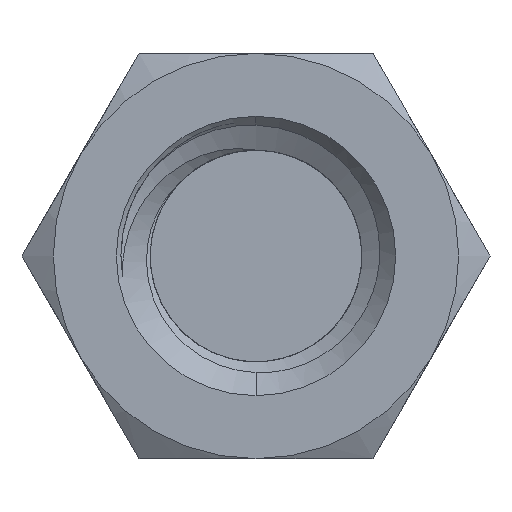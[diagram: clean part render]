
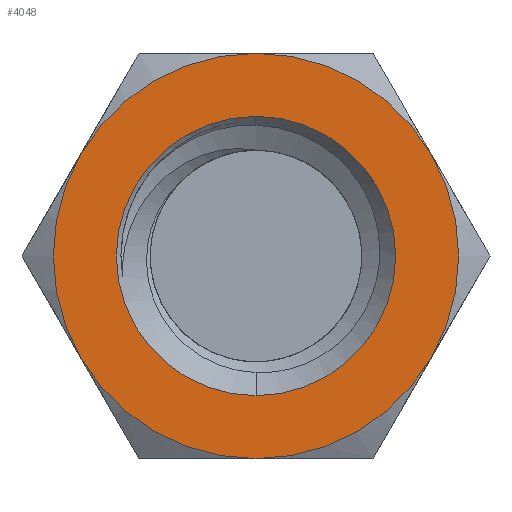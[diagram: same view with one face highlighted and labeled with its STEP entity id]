
A CAD part, left-side view. The second image highlights one B-rep face of the part: STEP entity #4048.
In plain terms, the highlighted planar face has unit normal (-1, 0, 0).
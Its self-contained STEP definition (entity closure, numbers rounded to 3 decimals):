
#25 = CARTESIAN_POINT ( 'NONE',  ( -7.35, 0., 1.551 ) ) ;
#88 = DIRECTION ( 'NONE',  ( 0., 0., -1. ) ) ;
#199 = DIRECTION ( 'NONE',  ( -1., 0., 0. ) ) ;
#272 = DIRECTION ( 'NONE',  ( 1., 0., 0. ) ) ;
#302 = EDGE_CURVE ( 'NONE', #4061, #4384, #2047, .T. ) ;
#321 = VERTEX_POINT ( 'NONE', #1913 ) ;
#328 = CARTESIAN_POINT ( 'NONE',  ( -7.35, 2.598, 0. ) ) ;
#412 = CIRCLE ( 'NONE', #4627, 1.551 ) ;
#457 = CIRCLE ( 'NONE', #4767, 2.25 ) ;
#477 = ORIENTED_EDGE ( 'NONE', *, *, #2751, .F. ) ;
#540 = EDGE_LOOP ( 'NONE', ( #1216, #3804, #4004, #477, #2321, #4430 ) ) ;
#597 = DIRECTION ( 'NONE',  ( 0., 0., 1. ) ) ;
#635 = DIRECTION ( 'NONE',  ( 0., 0., -1. ) ) ;
#674 = EDGE_CURVE ( 'NONE', #3230, #942, #412, .T. ) ;
#683 = DIRECTION ( 'NONE',  ( 0., 0., -1. ) ) ;
#727 = CIRCLE ( 'NONE', #4191, 2.25 ) ;
#769 = ORIENTED_EDGE ( 'NONE', *, *, #674, .F. ) ;
#847 = EDGE_CURVE ( 'NONE', #4759, #321, #1801, .T. ) ;
#890 = DIRECTION ( 'NONE',  ( 0., 0., -1. ) ) ;
#942 = VERTEX_POINT ( 'NONE', #2101 ) ;
#961 = CIRCLE ( 'NONE', #1422, 2.25 ) ;
#1216 = ORIENTED_EDGE ( 'NONE', *, *, #847, .F. ) ;
#1323 = AXIS2_PLACEMENT_3D ( 'NONE', #2941, #2137, #88 ) ;
#1422 = AXIS2_PLACEMENT_3D ( 'NONE', #5205, #2795, #3218 ) ;
#1472 = CIRCLE ( 'NONE', #1630, 1.551 ) ;
#1475 = CARTESIAN_POINT ( 'NONE',  ( -7.35, 0., 0. ) ) ;
#1539 = DIRECTION ( 'NONE',  ( 1., 0., 0. ) ) ;
#1572 = PLANE ( 'NONE',  #1818 ) ;
#1630 = AXIS2_PLACEMENT_3D ( 'NONE', #2370, #4053, #5189 ) ;
#1632 = EDGE_LOOP ( 'NONE', ( #769, #4578 ) ) ;
#1658 = DIRECTION ( 'NONE',  ( 0., 0., -1. ) ) ;
#1680 = CARTESIAN_POINT ( 'NONE',  ( -7.35, 1.949, 1.125 ) ) ;
#1801 = CIRCLE ( 'NONE', #3184, 2.25 ) ;
#1818 = AXIS2_PLACEMENT_3D ( 'NONE', #328, #1539, #683 ) ;
#1913 = CARTESIAN_POINT ( 'NONE',  ( -7.35, 1.949, -1.125 ) ) ;
#1955 = CARTESIAN_POINT ( 'NONE',  ( -7.35, 0., 2.25 ) ) ;
#2019 = CARTESIAN_POINT ( 'NONE',  ( -7.35, -1.949, -1.125 ) ) ;
#2047 = CIRCLE ( 'NONE', #3458, 2.25 ) ;
#2055 = DIRECTION ( 'NONE',  ( 1., 0., 0. ) ) ;
#2101 = CARTESIAN_POINT ( 'NONE',  ( -7.35, 0., -1.551 ) ) ;
#2137 = DIRECTION ( 'NONE',  ( 1., 0., 0. ) ) ;
#2316 = CARTESIAN_POINT ( 'NONE',  ( -7.35, 0., -2.25 ) ) ;
#2321 = ORIENTED_EDGE ( 'NONE', *, *, #4840, .T. ) ;
#2370 = CARTESIAN_POINT ( 'NONE',  ( -7.35, 0., 0. ) ) ;
#2380 = CARTESIAN_POINT ( 'NONE',  ( -7.35, 0., 0. ) ) ;
#2474 = DIRECTION ( 'NONE',  ( 1., 0., 0. ) ) ;
#2677 = FACE_BOUND ( 'NONE', #1632, .T. ) ;
#2751 = EDGE_CURVE ( 'NONE', #4889, #4061, #727, .T. ) ;
#2795 = DIRECTION ( 'NONE',  ( -1., 0., 0. ) ) ;
#2941 = CARTESIAN_POINT ( 'NONE',  ( -7.35, 0., 0. ) ) ;
#3176 = DIRECTION ( 'NONE',  ( 0., 0., -1. ) ) ;
#3184 = AXIS2_PLACEMENT_3D ( 'NONE', #4927, #2474, #890 ) ;
#3218 = DIRECTION ( 'NONE',  ( 0., 0., 1. ) ) ;
#3230 = VERTEX_POINT ( 'NONE', #25 ) ;
#3458 = AXIS2_PLACEMENT_3D ( 'NONE', #4097, #2055, #1658 ) ;
#3525 = CARTESIAN_POINT ( 'NONE',  ( -7.35, -1.949, 1.125 ) ) ;
#3600 = VERTEX_POINT ( 'NONE', #1680 ) ;
#3804 = ORIENTED_EDGE ( 'NONE', *, *, #5066, .F. ) ;
#3857 = DIRECTION ( 'NONE',  ( 1., 0., 0. ) ) ;
#3889 = CIRCLE ( 'NONE', #1323, 2.25 ) ;
#4004 = ORIENTED_EDGE ( 'NONE', *, *, #302, .F. ) ;
#4048 = ADVANCED_FACE ( 'NONE', ( #2677, #4656 ), #1572, .F. ) ;
#4053 = DIRECTION ( 'NONE',  ( -1., 0., 0. ) ) ;
#4061 = VERTEX_POINT ( 'NONE', #3525 ) ;
#4087 = EDGE_CURVE ( 'NONE', #321, #3600, #457, .T. ) ;
#4097 = CARTESIAN_POINT ( 'NONE',  ( -7.35, 0., 0. ) ) ;
#4191 = AXIS2_PLACEMENT_3D ( 'NONE', #1475, #3857, #635 ) ;
#4202 = CARTESIAN_POINT ( 'NONE',  ( -7.35, 0., 0. ) ) ;
#4384 = VERTEX_POINT ( 'NONE', #2019 ) ;
#4430 = ORIENTED_EDGE ( 'NONE', *, *, #4087, .F. ) ;
#4578 = ORIENTED_EDGE ( 'NONE', *, *, #4871, .F. ) ;
#4627 = AXIS2_PLACEMENT_3D ( 'NONE', #4202, #199, #597 ) ;
#4656 = FACE_OUTER_BOUND ( 'NONE', #540, .T. ) ;
#4759 = VERTEX_POINT ( 'NONE', #2316 ) ;
#4767 = AXIS2_PLACEMENT_3D ( 'NONE', #2380, #272, #3176 ) ;
#4840 = EDGE_CURVE ( 'NONE', #4889, #3600, #961, .T. ) ;
#4871 = EDGE_CURVE ( 'NONE', #942, #3230, #1472, .T. ) ;
#4889 = VERTEX_POINT ( 'NONE', #1955 ) ;
#4927 = CARTESIAN_POINT ( 'NONE',  ( -7.35, 0., 0. ) ) ;
#5066 = EDGE_CURVE ( 'NONE', #4384, #4759, #3889, .T. ) ;
#5189 = DIRECTION ( 'NONE',  ( 0., 0., 1. ) ) ;
#5205 = CARTESIAN_POINT ( 'NONE',  ( -7.35, 0., 0. ) ) ;
